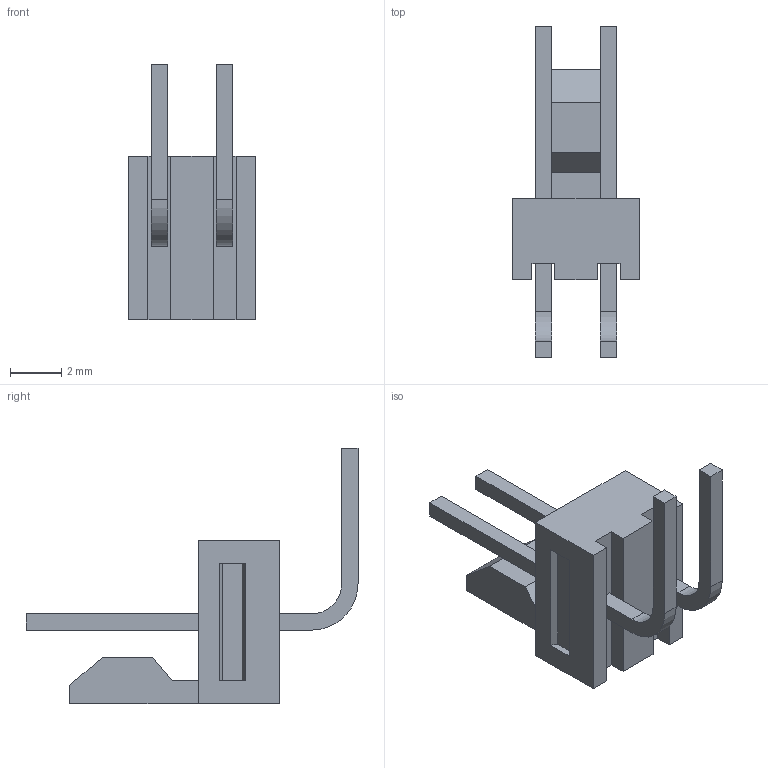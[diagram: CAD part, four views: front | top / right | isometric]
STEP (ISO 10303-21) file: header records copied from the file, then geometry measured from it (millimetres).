
FILE_DESCRIPTION (( 'STEP AP214' ), '1' );
FILE_NAME ('Connector_for_NTC_signal_22-05-3021_cream_color.step', '2023-11-23T10:05:09', ( '' ), ( '' ), 'SwSTEP 2.0', 'SolidWorks 2014', '' );
FILE_SCHEMA (( 'AUTOMOTIVE_DESIGN' ));
Length unit declared in the file: inch
Products named in the file (1): Connector_for_NTC_signal_22-05-3021_cream_color
Bounding box: 4.93 x 12.93 x 9.93 mm (x, y, z)
Volume: 121 mm3; surface area: 275.2 mm2
Topology: 1 solids, 1 shells, 59 faces, 153 edges, 102 vertices
Faces by surface type: plane 55, cylinder 4
Entity records: 2439 total; most frequent: CARTESIAN_POINT 315, ORIENTED_EDGE 306, DIRECTION 281, EDGE_CURVE 153, LINE 145, VECTOR 145, VERTEX_POINT 102, AXIS2_PLACEMENT_3D 68
